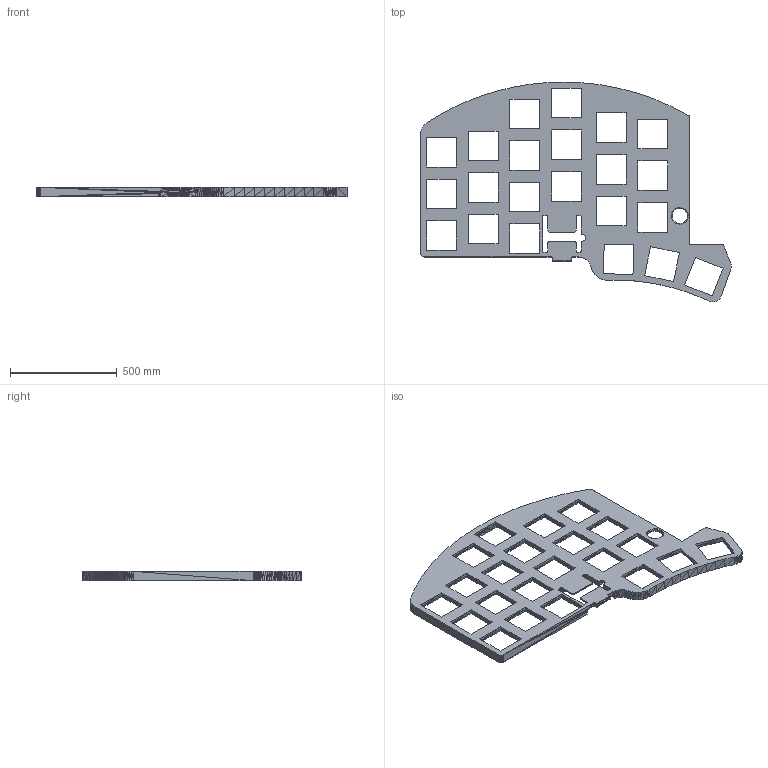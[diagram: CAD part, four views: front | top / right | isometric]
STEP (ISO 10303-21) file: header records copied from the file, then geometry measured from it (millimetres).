
FILE_DESCRIPTION(/* description */ (''),/* implementation_level */ '2;1');
FILE_NAME(/* name */ 'switchplateleft.step',/* time_stamp */ '2026-01-11T11:35:26+05:30',/* author */ (''),/* organization */ (''),/* preprocessor_version */ 'ST-DEVELOPER v20.1',/* originating_system */ 'Autodesk Translation Framework v14.21.0.0',/* authorisation */ '');
FILE_SCHEMA (('AUTOMOTIVE_DESIGN { 1 0 10303 214 3 1 1 }'));
Products named in the file (1): 2026-01-11-11-26-28-966
Bounding box: 1456.63 x 1029.92 x 43.5 mm (x, y, z)
Volume: 16041811.2 mm3; surface area: 1855407.3 mm2
Topology: 1 solids, 1 shells, 2963 faces, 4853 edges, 1882 vertices
Faces by surface type: plane 2963
Entity records: 61576 total; most frequent: DIRECTION 10781, ORIENTED_EDGE 9706, CARTESIAN_POINT 9699, LINE 4853, VECTOR 4853, EDGE_CURVE 4853, EDGE_LOOP 3011, AXIS2_PLACEMENT_3D 2964
